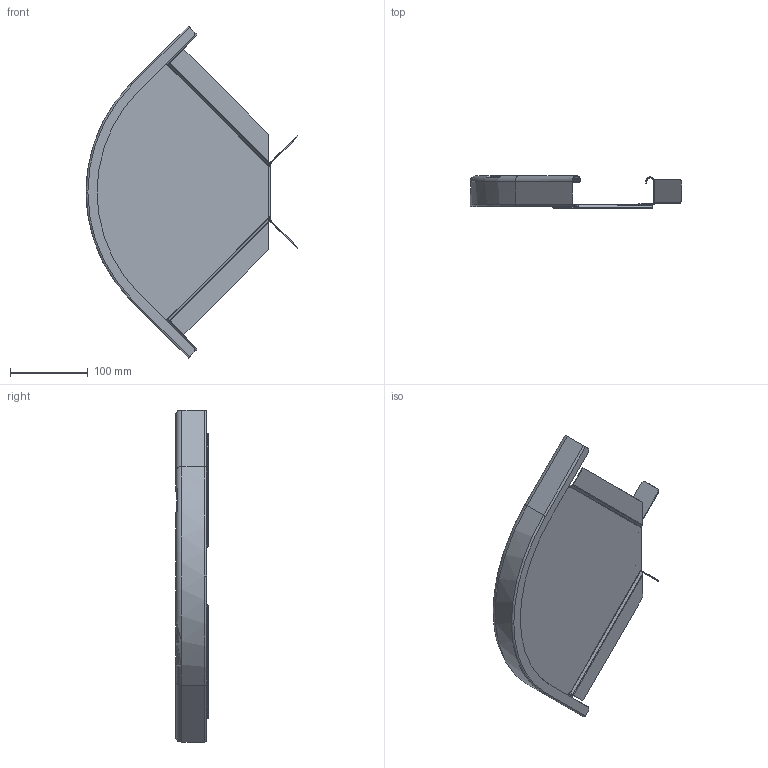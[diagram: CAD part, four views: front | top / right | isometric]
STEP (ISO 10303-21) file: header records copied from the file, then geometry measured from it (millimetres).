
FILE_DESCRIPTION((''),'2;1');
FILE_NAME('6043127_ASM','2012-11-21T',('AndreasKeweloh'),(''),'PRO/ENGINEER BY PARAMETRIC TECHNOLOGY CORPORATION, 2012230','PRO/ENGINEER BY PARAMETRIC TECHNOLOGY CORPORATION, 2012230','');
FILE_SCHEMA(('CONFIG_CONTROL_DESIGN'));
Length unit declared in the file: millimetre
Products named in the file (5): 6043127WINKELVERBINDER-90_S_0; 6043127WINKELVERBINDER35_ASM; 6043127AUSSENHOLM-35-200; 6043127BODENBLECH-90_S_0-200; 6043127_ASM
Assembly tree (4 placements, depth 3):
  6043127_ASM
    6043127WINKELVERBINDER35_ASM
      6043127WINKELVERBINDER-90_S_0
    6043127AUSSENHOLM-35-200
    6043127BODENBLECH-90_S_0-200
Bounding box: 271.96 x 41.75 x 426.39 mm (x, y, z)
Volume: 113034.4 mm3; surface area: 208127.2 mm2
Topology: 3 solids, 3 shells, 123 faces, 316 edges, 197 vertices
Faces by surface type: plane 69, cylinder 35, torus 8, bspline 6, cone 5
Entity records: 4797 total; most frequent: CARTESIAN_POINT 1699, ORIENTED_EDGE 628, DIRECTION 621, EDGE_CURVE 314, VECTOR 221, LINE 221, AXIS2_PLACEMENT_3D 200, VERTEX_POINT 197
